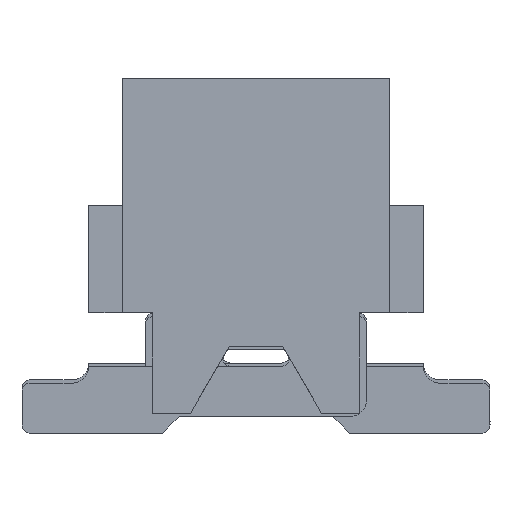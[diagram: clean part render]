
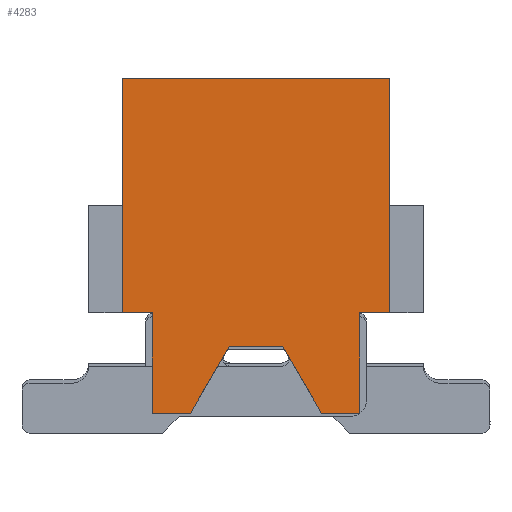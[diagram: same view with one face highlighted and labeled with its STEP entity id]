
A CAD part, left-side view. The second image highlights one B-rep face of the part: STEP entity #4283.
In plain terms, the highlighted planar face has unit normal (-1, 0, 0).
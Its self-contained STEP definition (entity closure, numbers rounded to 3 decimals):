
#4194=AXIS2_PLACEMENT_3D('Plane Axis2P3D',#4191,#4192,#4193) ;
#2320=CARTESIAN_POINT('Line Origine',(-10.425,-2.,1.75)) ;
#2324=CARTESIAN_POINT('Vertex',(-10.425,-2.,2.7)) ;
#2326=CARTESIAN_POINT('Vertex',(-10.425,-2.,0.8)) ;
#2670=CARTESIAN_POINT('Vertex',(-10.425,-2.,-0.8)) ;
#2673=CARTESIAN_POINT('Line Origine',(-10.425,-1.775,-0.8)) ;
#2677=CARTESIAN_POINT('Vertex',(-10.425,-1.55,-0.8)) ;
#3594=CARTESIAN_POINT('Vertex',(-10.425,1.55,-0.8)) ;
#3597=CARTESIAN_POINT('Line Origine',(-10.425,1.775,-0.8)) ;
#3601=CARTESIAN_POINT('Vertex',(-10.425,2.,-0.8)) ;
#4191=CARTESIAN_POINT('Axis2P3D Location',(-10.425,0.,0.)) ;
#4196=CARTESIAN_POINT('Line Origine',(-10.425,2.,0.)) ;
#4200=CARTESIAN_POINT('Vertex',(-10.425,2.,0.8)) ;
#4203=CARTESIAN_POINT('Line Origine',(-10.425,1.55,-1.55)) ;
#4207=CARTESIAN_POINT('Vertex',(-10.425,1.55,-2.3)) ;
#4210=CARTESIAN_POINT('Line Origine',(-10.425,1.265,-2.3)) ;
#4214=CARTESIAN_POINT('Vertex',(-10.425,0.98,-2.3)) ;
#4217=CARTESIAN_POINT('Line Origine',(-10.425,0.69,-1.8)) ;
#4221=CARTESIAN_POINT('Vertex',(-10.425,0.4,-1.3)) ;
#4224=CARTESIAN_POINT('Line Origine',(-10.425,0.,-1.3)) ;
#4228=CARTESIAN_POINT('Vertex',(-10.425,-0.4,-1.3)) ;
#4231=CARTESIAN_POINT('Line Origine',(-10.425,-0.69,-1.8)) ;
#4235=CARTESIAN_POINT('Vertex',(-10.425,-0.98,-2.3)) ;
#4238=CARTESIAN_POINT('Line Origine',(-10.425,-1.265,-2.3)) ;
#4242=CARTESIAN_POINT('Vertex',(-10.425,-1.55,-2.3)) ;
#4245=CARTESIAN_POINT('Line Origine',(-10.425,-1.55,-1.55)) ;
#4250=CARTESIAN_POINT('Line Origine',(-10.425,-2.,0.)) ;
#4255=CARTESIAN_POINT('Line Origine',(-10.425,0.,2.7)) ;
#4259=CARTESIAN_POINT('Vertex',(-10.425,2.,2.7)) ;
#4262=CARTESIAN_POINT('Line Origine',(-10.425,2.,1.75)) ;
#2321=DIRECTION('Vector Direction',(0.,0.,-1.)) ;
#2674=DIRECTION('Vector Direction',(0.,1.,0.)) ;
#3598=DIRECTION('Vector Direction',(0.,1.,0.)) ;
#4192=DIRECTION('Axis2P3D Direction',(1.,0.,0.)) ;
#4193=DIRECTION('Axis2P3D XDirection',(0.,0.,-1.)) ;
#4197=DIRECTION('Vector Direction',(0.,0.,1.)) ;
#4204=DIRECTION('Vector Direction',(0.,0.,1.)) ;
#4211=DIRECTION('Vector Direction',(0.,1.,0.)) ;
#4218=DIRECTION('Vector Direction',(0.,0.502,-0.865)) ;
#4225=DIRECTION('Vector Direction',(0.,1.,0.)) ;
#4232=DIRECTION('Vector Direction',(0.,0.502,0.865)) ;
#4239=DIRECTION('Vector Direction',(0.,1.,0.)) ;
#4246=DIRECTION('Vector Direction',(0.,0.,-1.)) ;
#4251=DIRECTION('Vector Direction',(0.,0.,1.)) ;
#4256=DIRECTION('Vector Direction',(0.,-1.,0.)) ;
#4263=DIRECTION('Vector Direction',(0.,0.,1.)) ;
#2322=VECTOR('Line Direction',#2321,1.) ;
#2675=VECTOR('Line Direction',#2674,1.) ;
#3599=VECTOR('Line Direction',#3598,1.) ;
#4198=VECTOR('Line Direction',#4197,1.) ;
#4205=VECTOR('Line Direction',#4204,1.) ;
#4212=VECTOR('Line Direction',#4211,1.) ;
#4219=VECTOR('Line Direction',#4218,1.) ;
#4226=VECTOR('Line Direction',#4225,1.) ;
#4233=VECTOR('Line Direction',#4232,1.) ;
#4240=VECTOR('Line Direction',#4239,1.) ;
#4247=VECTOR('Line Direction',#4246,1.) ;
#4252=VECTOR('Line Direction',#4251,1.) ;
#4257=VECTOR('Line Direction',#4256,1.) ;
#4264=VECTOR('Line Direction',#4263,1.) ;
#4268=ORIENTED_EDGE('',*,*,#4202,.F.) ;
#4269=ORIENTED_EDGE('',*,*,#3603,.F.) ;
#4270=ORIENTED_EDGE('',*,*,#4209,.F.) ;
#4271=ORIENTED_EDGE('',*,*,#4216,.F.) ;
#4272=ORIENTED_EDGE('',*,*,#4223,.F.) ;
#4273=ORIENTED_EDGE('',*,*,#4230,.F.) ;
#4274=ORIENTED_EDGE('',*,*,#4237,.F.) ;
#4275=ORIENTED_EDGE('',*,*,#4244,.F.) ;
#4276=ORIENTED_EDGE('',*,*,#4249,.F.) ;
#4277=ORIENTED_EDGE('',*,*,#2679,.F.) ;
#4278=ORIENTED_EDGE('',*,*,#4254,.T.) ;
#4279=ORIENTED_EDGE('',*,*,#2328,.F.) ;
#4280=ORIENTED_EDGE('',*,*,#4261,.F.) ;
#4281=ORIENTED_EDGE('',*,*,#4266,.F.) ;
#4283=ADVANCED_FACE('',(#4282),#4195,.F.) ;
#2328=EDGE_CURVE('',#2325,#2327,#2323,.T.) ;
#2679=EDGE_CURVE('',#2671,#2678,#2676,.T.) ;
#3603=EDGE_CURVE('',#3595,#3602,#3600,.T.) ;
#4202=EDGE_CURVE('',#3602,#4201,#4199,.T.) ;
#4209=EDGE_CURVE('',#4208,#3595,#4206,.T.) ;
#4216=EDGE_CURVE('',#4215,#4208,#4213,.T.) ;
#4223=EDGE_CURVE('',#4222,#4215,#4220,.T.) ;
#4230=EDGE_CURVE('',#4229,#4222,#4227,.T.) ;
#4237=EDGE_CURVE('',#4236,#4229,#4234,.T.) ;
#4244=EDGE_CURVE('',#4243,#4236,#4241,.T.) ;
#4249=EDGE_CURVE('',#2678,#4243,#4248,.T.) ;
#4254=EDGE_CURVE('',#2671,#2327,#4253,.T.) ;
#4261=EDGE_CURVE('',#4260,#2325,#4258,.T.) ;
#4266=EDGE_CURVE('',#4201,#4260,#4265,.T.) ;
#4267=EDGE_LOOP('',(#4268,#4269,#4270,#4271,#4272,#4273,#4274,#4275,#4276,#4277,#4278,#4279,#4280,#4281)) ;
#4282=FACE_OUTER_BOUND('',#4267,.T.) ;
#2323=LINE('Line',#2320,#2322) ;
#2676=LINE('Line',#2673,#2675) ;
#3600=LINE('Line',#3597,#3599) ;
#4199=LINE('Line',#4196,#4198) ;
#4206=LINE('Line',#4203,#4205) ;
#4213=LINE('Line',#4210,#4212) ;
#4220=LINE('Line',#4217,#4219) ;
#4227=LINE('Line',#4224,#4226) ;
#4234=LINE('Line',#4231,#4233) ;
#4241=LINE('Line',#4238,#4240) ;
#4248=LINE('Line',#4245,#4247) ;
#4253=LINE('Line',#4250,#4252) ;
#4258=LINE('Line',#4255,#4257) ;
#4265=LINE('Line',#4262,#4264) ;
#4195=PLANE('Plane',#4194) ;
#2325=VERTEX_POINT('',#2324) ;
#2327=VERTEX_POINT('',#2326) ;
#2671=VERTEX_POINT('',#2670) ;
#2678=VERTEX_POINT('',#2677) ;
#3595=VERTEX_POINT('',#3594) ;
#3602=VERTEX_POINT('',#3601) ;
#4201=VERTEX_POINT('',#4200) ;
#4208=VERTEX_POINT('',#4207) ;
#4215=VERTEX_POINT('',#4214) ;
#4222=VERTEX_POINT('',#4221) ;
#4229=VERTEX_POINT('',#4228) ;
#4236=VERTEX_POINT('',#4235) ;
#4243=VERTEX_POINT('',#4242) ;
#4260=VERTEX_POINT('',#4259) ;
